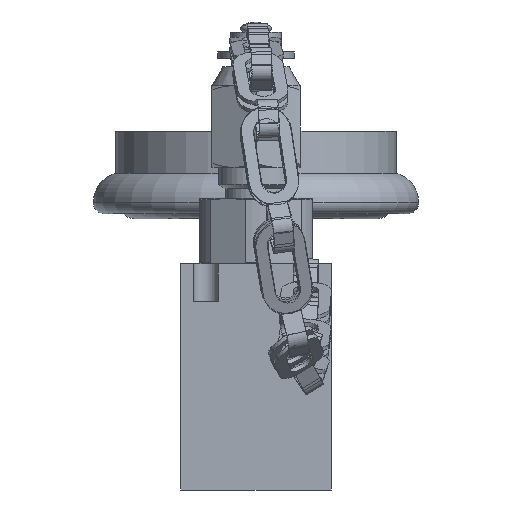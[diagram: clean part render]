
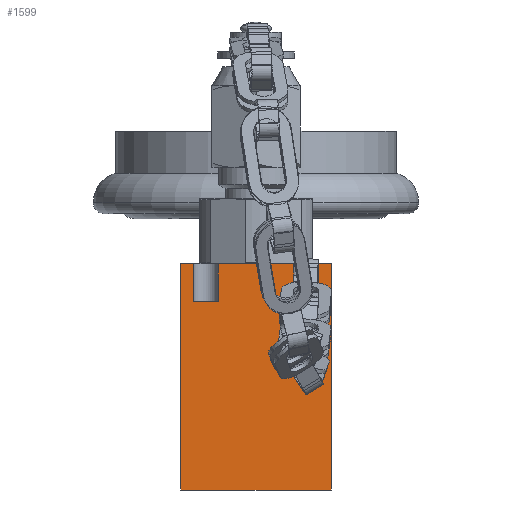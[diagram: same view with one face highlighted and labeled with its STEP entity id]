
A CAD part, left-side view. The second image highlights one B-rep face of the part: STEP entity #1599.
In plain terms, the highlighted planar face has unit normal (-1, 0, 0).
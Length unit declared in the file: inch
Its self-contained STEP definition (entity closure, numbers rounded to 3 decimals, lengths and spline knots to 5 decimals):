
#1599=ADVANCED_FACE('',(#3680),#3681,.F.);
#3680=FACE_OUTER_BOUND('',#6682,.T.);
#3681=PLANE('',#6683);
#6682=EDGE_LOOP('',(#9823,#9824,#9825,#9826,#9827,#9828,#9829,#9830,#9831,#9832,#9833,#9834));
#6683=AXIS2_PLACEMENT_3D('',#9835,#9836,#9837);
#9823=ORIENTED_EDGE('',*,*,#17798,.T.);
#9824=ORIENTED_EDGE('',*,*,#17795,.T.);
#9825=ORIENTED_EDGE('',*,*,#17895,.F.);
#9826=ORIENTED_EDGE('',*,*,#17816,.T.);
#9827=ORIENTED_EDGE('',*,*,#17890,.T.);
#9828=ORIENTED_EDGE('',*,*,#17901,.F.);
#9829=ORIENTED_EDGE('',*,*,#17897,.F.);
#9830=ORIENTED_EDGE('',*,*,#17805,.F.);
#9831=ORIENTED_EDGE('',*,*,#17812,.T.);
#9832=ORIENTED_EDGE('',*,*,#17809,.T.);
#9833=ORIENTED_EDGE('',*,*,#17896,.F.);
#9834=ORIENTED_EDGE('',*,*,#17790,.F.);
#9835=CARTESIAN_POINT('',(-0.98425,-0.01553,1.125));
#9836=DIRECTION('',(1.0,0.0,0.0));
#9837=DIRECTION('',(0.0,0.0,-1.0));
#17790=EDGE_CURVE('',#20981,#20983,#20984,.T.);
#17795=EDGE_CURVE('',#20990,#20988,#20991,.T.);
#17798=EDGE_CURVE('',#20981,#20990,#20994,.T.);
#17805=EDGE_CURVE('',#21001,#21003,#21004,.T.);
#17809=EDGE_CURVE('',#21009,#21007,#21010,.T.);
#17812=EDGE_CURVE('',#21001,#21009,#21013,.T.);
#17816=EDGE_CURVE('',#21020,#21018,#21021,.T.);
#17890=EDGE_CURVE('',#21018,#21161,#21162,.T.);
#17895=EDGE_CURVE('',#21020,#20988,#21169,.T.);
#17896=EDGE_CURVE('',#20983,#21007,#21170,.T.);
#17897=EDGE_CURVE('',#21003,#21171,#21172,.T.);
#17901=EDGE_CURVE('',#21171,#21161,#21177,.T.);
#20981=VERTEX_POINT('',#25706);
#20983=VERTEX_POINT('',#25709);
#20984=LINE('',#25710,#25711);
#20988=VERTEX_POINT('',#25716);
#20990=VERTEX_POINT('',#25719);
#20991=LINE('',#25720,#25721);
#20994=LINE('',#25725,#25726);
#21001=VERTEX_POINT('',#25733);
#21003=VERTEX_POINT('',#25736);
#21004=LINE('',#25737,#25738);
#21007=VERTEX_POINT('',#25742);
#21009=VERTEX_POINT('',#25745);
#21010=LINE('',#25746,#25747);
#21013=LINE('',#25751,#25752);
#21018=VERTEX_POINT('',#25757);
#21020=VERTEX_POINT('',#25760);
#21021=LINE('',#25761,#25762);
#21161=VERTEX_POINT('',#25947);
#21162=LINE('',#25948,#25949);
#21169=LINE('',#25958,#25959);
#21170=LINE('',#25960,#25961);
#21171=VERTEX_POINT('',#25962);
#21172=LINE('',#25963,#25964);
#21177=LINE('',#25971,#25972);
#25706=CARTESIAN_POINT('',(-0.98425,-0.20253,0.939));
#25709=CARTESIAN_POINT('',(-0.98425,-0.20253,1.125));
#25710=CARTESIAN_POINT('',(-0.98425,-0.20253,0.939));
#25711=VECTOR('',#32461,1.0);
#25716=CARTESIAN_POINT('',(-0.98425,-0.07753,1.125));
#25719=CARTESIAN_POINT('',(-0.98425,-0.07753,0.939));
#25720=CARTESIAN_POINT('',(-0.98425,-0.07753,0.939));
#25721=VECTOR('',#32467,1.0);
#25725=CARTESIAN_POINT('',(-0.98425,-0.20253,0.939));
#25726=VECTOR('',#32469,1.0);
#25733=CARTESIAN_POINT('',(-0.98425,-0.70353,0.939));
#25736=CARTESIAN_POINT('',(-0.98425,-0.70353,1.125));
#25737=CARTESIAN_POINT('',(-0.98425,-0.70353,0.939));
#25738=VECTOR('',#32477,1.0);
#25742=CARTESIAN_POINT('',(-0.98425,-0.57853,1.125));
#25745=CARTESIAN_POINT('',(-0.98425,-0.57853,0.939));
#25746=CARTESIAN_POINT('',(-0.98425,-0.57853,0.939));
#25747=VECTOR('',#32480,1.0);
#25751=CARTESIAN_POINT('',(-0.98425,-0.70353,0.939));
#25752=VECTOR('',#32482,1.0);
#25757=CARTESIAN_POINT('',(-0.98425,-0.01553,0.0));
#25760=CARTESIAN_POINT('',(-0.98425,-0.01553,1.125));
#25761=CARTESIAN_POINT('',(-0.98425,-0.01553,1.125));
#25762=VECTOR('',#32487,1.0);
#25947=CARTESIAN_POINT('',(-0.98425,-0.76553,0.0));
#25948=CARTESIAN_POINT('',(-0.98425,-0.01553,0.0));
#25949=VECTOR('',#32599,1.0);
#25958=CARTESIAN_POINT('',(-0.98425,-0.01553,1.125));
#25959=VECTOR('',#32605,1.0);
#25960=CARTESIAN_POINT('',(-0.98425,-0.01553,1.125));
#25961=VECTOR('',#32606,1.0);
#25962=CARTESIAN_POINT('',(-0.98425,-0.76553,1.125));
#25963=CARTESIAN_POINT('',(-0.98425,-0.01553,1.125));
#25964=VECTOR('',#32607,1.0);
#25971=CARTESIAN_POINT('',(-0.98425,-0.76553,1.125));
#25972=VECTOR('',#32610,1.0);
#32461=DIRECTION('',(0.0,0.0,1.0));
#32467=DIRECTION('',(0.0,0.0,1.0));
#32469=DIRECTION('',(0.0,1.0,0.0));
#32477=DIRECTION('',(0.0,0.0,1.0));
#32480=DIRECTION('',(0.0,0.0,1.0));
#32482=DIRECTION('',(0.0,1.0,0.0));
#32487=DIRECTION('',(0.0,0.0,-1.0));
#32599=DIRECTION('',(0.0,-1.0,0.0));
#32605=DIRECTION('',(0.0,-1.0,0.0));
#32606=DIRECTION('',(0.0,-1.0,0.0));
#32607=DIRECTION('',(0.0,-1.0,0.0));
#32610=DIRECTION('',(0.0,0.0,-1.0));
